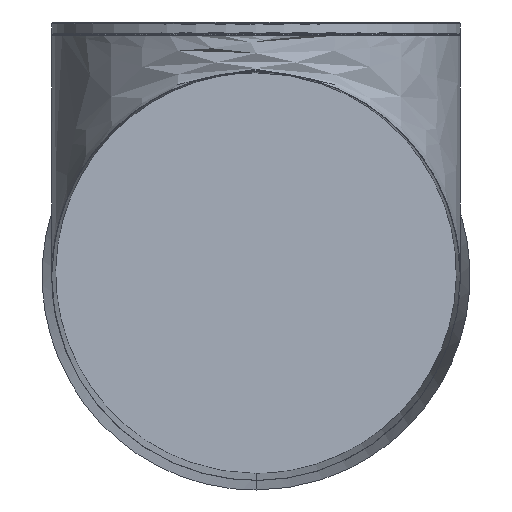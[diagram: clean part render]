
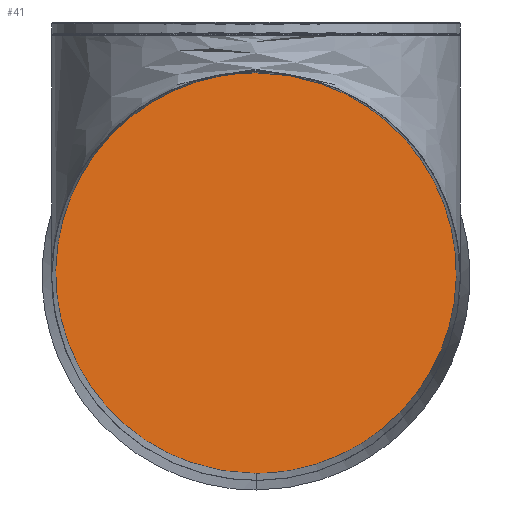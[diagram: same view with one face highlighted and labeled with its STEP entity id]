
A CAD part, front view. The second image highlights one B-rep face of the part: STEP entity #41.
In plain terms, the highlighted planar face has unit normal (0, -0.996, 0.087).
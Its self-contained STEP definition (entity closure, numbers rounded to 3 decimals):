
#41=ADVANCED_FACE('',(#69),#371,.T.);
#69=FACE_OUTER_BOUND('',#97,.T.);
#97=EDGE_LOOP('',(#200,#201));
#200=ORIENTED_EDGE('',*,*,#256,.F.);
#201=ORIENTED_EDGE('',*,*,#257,.F.);
#256=EDGE_CURVE('',#345,#344,#312,.T.);
#257=EDGE_CURVE('',#344,#345,#313,.T.);
#312=B_SPLINE_CURVE_WITH_KNOTS('',3,(#3208,#3209,#3210,#3211,#3212,#3213,
#3214,#3215,#3216,#3217,#3218,#3219,#3220,#3221,#3222,#3223,#3224,#3225,
#3226,#3227,#3228,#3229,#3230,#3231,#3232),.UNSPECIFIED.,.F.,.F.,(4,3,3,
3,3,3,3,3,4),(-139.721,-122.044,-104.388,-86.776,
-69.237,-51.793,-34.453,-17.201,
0.),.UNSPECIFIED.);
#313=B_SPLINE_CURVE_WITH_KNOTS('',3,(#3233,#3234,#3235,#3236,#3237,#3238,
#3239,#3240,#3241,#3242,#3243,#3244,#3245,#3246,#3247,#3248,#3249,#3250,
#3251,#3252,#3253,#3254,#3255,#3256,#3257),.UNSPECIFIED.,.F.,.F.,(4,3,3,
3,3,3,3,3,4),(-279.441,-262.241,-244.989,-227.648,
-210.205,-192.665,-175.054,-157.397,
-139.721),.UNSPECIFIED.);
#344=VERTEX_POINT('',#3166);
#345=VERTEX_POINT('',#3167);
#371=PLANE('',#469);
#469=AXIS2_PLACEMENT_3D('',#3163,#482,$);
#482=DIRECTION('',(0.,-0.996,0.087));
#3163=CARTESIAN_POINT('',(-1237.405,-105.607,66.337));
#3166=CARTESIAN_POINT('',(-1184.261,-114.108,-30.822));
#3167=CARTESIAN_POINT('',(-1184.261,-106.39,57.386));
#3208=CARTESIAN_POINT('',(-1184.261,-106.39,57.386));
#3209=CARTESIAN_POINT('',(-1178.406,-106.39,57.386));
#3210=CARTESIAN_POINT('',(-1172.558,-106.494,56.206));
#3211=CARTESIAN_POINT('',(-1167.164,-106.692,53.939));
#3212=CARTESIAN_POINT('',(-1161.776,-106.89,51.674));
#3213=CARTESIAN_POINT('',(-1156.852,-107.183,48.328));
#3214=CARTESIAN_POINT('',(-1152.765,-107.547,44.161));
#3215=CARTESIAN_POINT('',(-1148.689,-107.911,40.004));
#3216=CARTESIAN_POINT('',(-1145.451,-108.346,35.036));
#3217=CARTESIAN_POINT('',(-1143.295,-108.818,29.637));
#3218=CARTESIAN_POINT('',(-1141.148,-109.289,24.26));
#3219=CARTESIAN_POINT('',(-1140.074,-109.796,18.459));
#3220=CARTESIAN_POINT('',(-1140.154,-110.302,12.673));
#3221=CARTESIAN_POINT('',(-1140.234,-110.806,6.918));
#3222=CARTESIAN_POINT('',(-1141.454,-111.308,1.179));
#3223=CARTESIAN_POINT('',(-1143.726,-111.771,-4.113));
#3224=CARTESIAN_POINT('',(-1145.984,-112.231,-9.374));
#3225=CARTESIAN_POINT('',(-1149.281,-112.653,-14.192));
#3226=CARTESIAN_POINT('',(-1153.375,-113.004,-18.206));
#3227=CARTESIAN_POINT('',(-1157.447,-113.353,-22.199));
#3228=CARTESIAN_POINT('',(-1162.306,-113.633,-25.395));
#3229=CARTESIAN_POINT('',(-1167.595,-113.822,-27.553));
#3230=CARTESIAN_POINT('',(-1172.867,-114.01,-29.704));
#3231=CARTESIAN_POINT('',(-1178.563,-114.108,-30.822));
#3232=CARTESIAN_POINT('',(-1184.261,-114.108,-30.822));
#3233=CARTESIAN_POINT('',(-1184.261,-114.108,-30.822));
#3234=CARTESIAN_POINT('',(-1189.959,-114.108,-30.822));
#3235=CARTESIAN_POINT('',(-1195.654,-114.01,-29.704));
#3236=CARTESIAN_POINT('',(-1200.927,-113.822,-27.553));
#3237=CARTESIAN_POINT('',(-1206.215,-113.633,-25.395));
#3238=CARTESIAN_POINT('',(-1211.075,-113.353,-22.199));
#3239=CARTESIAN_POINT('',(-1215.147,-113.004,-18.206));
#3240=CARTESIAN_POINT('',(-1219.241,-112.653,-14.192));
#3241=CARTESIAN_POINT('',(-1222.538,-112.231,-9.374));
#3242=CARTESIAN_POINT('',(-1224.796,-111.771,-4.113));
#3243=CARTESIAN_POINT('',(-1227.068,-111.308,1.179));
#3244=CARTESIAN_POINT('',(-1228.288,-110.806,6.918));
#3245=CARTESIAN_POINT('',(-1228.368,-110.302,12.673));
#3246=CARTESIAN_POINT('',(-1228.448,-109.796,18.459));
#3247=CARTESIAN_POINT('',(-1227.374,-109.289,24.26));
#3248=CARTESIAN_POINT('',(-1225.227,-108.818,29.637));
#3249=CARTESIAN_POINT('',(-1223.071,-108.346,35.036));
#3250=CARTESIAN_POINT('',(-1219.833,-107.911,40.004));
#3251=CARTESIAN_POINT('',(-1215.757,-107.547,44.161));
#3252=CARTESIAN_POINT('',(-1211.67,-107.183,48.328));
#3253=CARTESIAN_POINT('',(-1206.746,-106.89,51.674));
#3254=CARTESIAN_POINT('',(-1201.358,-106.692,53.939));
#3255=CARTESIAN_POINT('',(-1195.964,-106.494,56.206));
#3256=CARTESIAN_POINT('',(-1190.116,-106.39,57.386));
#3257=CARTESIAN_POINT('',(-1184.261,-106.39,57.386));
